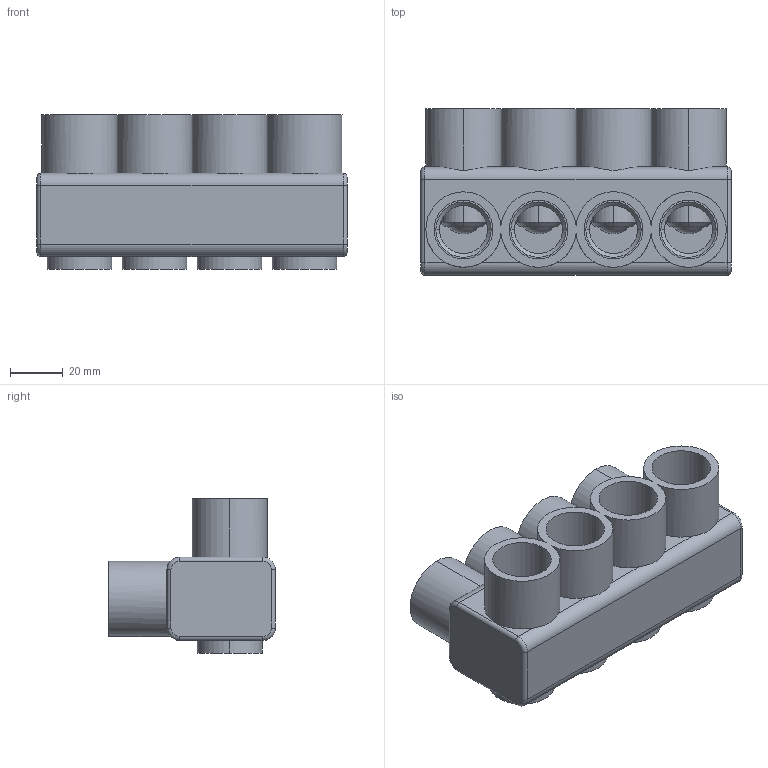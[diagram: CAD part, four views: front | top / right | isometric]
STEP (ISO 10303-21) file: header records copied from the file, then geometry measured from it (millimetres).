
FILE_DESCRIPTION (( 'STEP AP214' ), '1' );
FILE_NAME ('IPBB-NA350-4S-1.STEP', '2025-08-26T22:52:24', ( '' ), ( '' ), 'SwSTEP 2.0', 'SolidWorks 2024', '' );
FILE_SCHEMA (( 'AUTOMOTIVE_DESIGN' ));
Length unit declared in the file: inch
Products named in the file (1): IPBB-NA350-4S-1
Bounding box: 118.14 x 63.5 x 58.8 mm (x, y, z)
Volume: 170355.3 mm3; surface area: 85804.3 mm2
Topology: 6 solids, 6 shells, 313 faces, 789 edges, 494 vertices
Faces by surface type: plane 130, cylinder 111, cone 56, sphere 8, torus 8
Entity records: 11692 total; most frequent: CARTESIAN_POINT 4052, DIRECTION 1627, ORIENTED_EDGE 1538, EDGE_CURVE 769, AXIS2_PLACEMENT_3D 642, VERTEX_POINT 490, EDGE_LOOP 365, LINE 343
